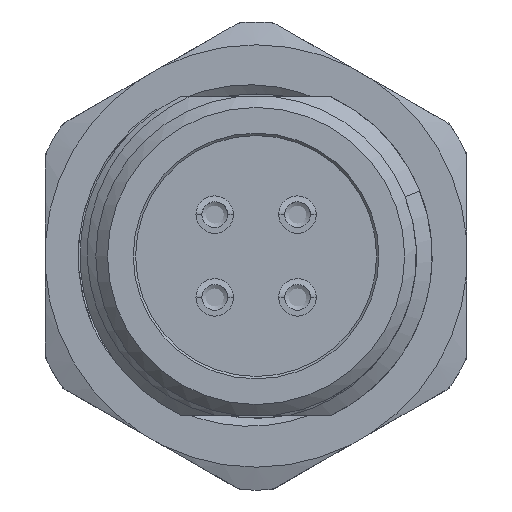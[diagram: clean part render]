
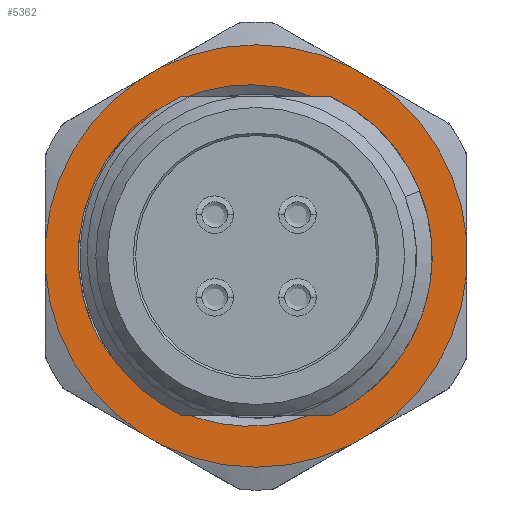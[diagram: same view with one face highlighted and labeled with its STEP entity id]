
A CAD part, left-side view. The second image highlights one B-rep face of the part: STEP entity #5362.
In plain terms, the highlighted planar face has unit normal (-1, 0, 0).
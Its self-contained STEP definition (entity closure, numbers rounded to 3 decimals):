
#324=B_SPLINE_CURVE_WITH_KNOTS('',3,(#20485,#20486,#20487,#20488,#20489,
#20490,#20491),.UNSPECIFIED.,.F.,.F.,(4,1,1,1,4),(0.,
0.004,0.009,0.013,0.017),
 .UNSPECIFIED.);
#325=B_SPLINE_CURVE_WITH_KNOTS('',3,(#20495,#20496,#20497,#20498,#20499,
#20500,#20501),.UNSPECIFIED.,.F.,.F.,(4,1,1,1,4),(0.,
0.004,0.009,0.013,0.017),
 .UNSPECIFIED.);
#699=LINE('',#20502,#944);
#700=LINE('',#20507,#945);
#701=LINE('',#20511,#946);
#702=LINE('',#20515,#947);
#703=LINE('',#20519,#948);
#704=LINE('',#20523,#949);
#944=VECTOR('',#7386,1000.);
#945=VECTOR('',#7389,1000.);
#946=VECTOR('',#7392,1000.);
#947=VECTOR('',#7395,1000.);
#948=VECTOR('',#7398,1000.);
#949=VECTOR('',#7401,1000.);
#2164=ORIENTED_EDGE('',*,*,#2996,.F.);
#2165=ORIENTED_EDGE('',*,*,#2997,.T.);
#2166=ORIENTED_EDGE('',*,*,#2998,.T.);
#2167=ORIENTED_EDGE('',*,*,#2999,.T.);
#2168=ORIENTED_EDGE('',*,*,#3000,.F.);
#2169=ORIENTED_EDGE('',*,*,#3001,.T.);
#2170=ORIENTED_EDGE('',*,*,#3002,.F.);
#2171=ORIENTED_EDGE('',*,*,#3003,.T.);
#2172=ORIENTED_EDGE('',*,*,#3004,.F.);
#2173=ORIENTED_EDGE('',*,*,#3005,.T.);
#2174=ORIENTED_EDGE('',*,*,#3006,.F.);
#2175=ORIENTED_EDGE('',*,*,#3007,.T.);
#2176=ORIENTED_EDGE('',*,*,#3008,.F.);
#2177=ORIENTED_EDGE('',*,*,#3009,.T.);
#2178=ORIENTED_EDGE('',*,*,#3010,.F.);
#2179=ORIENTED_EDGE('',*,*,#3011,.T.);
#2996=EDGE_CURVE('',#3557,#3558,#3883,.T.);
#2997=EDGE_CURVE('',#3557,#3559,#324,.T.);
#2998=EDGE_CURVE('',#3559,#3560,#3884,.F.);
#2999=EDGE_CURVE('',#3560,#3558,#325,.T.);
#3000=EDGE_CURVE('',#3561,#3562,#699,.T.);
#3001=EDGE_CURVE('',#3561,#3563,#3885,.F.);
#3002=EDGE_CURVE('',#3564,#3563,#700,.T.);
#3003=EDGE_CURVE('',#3564,#3565,#3886,.F.);
#3004=EDGE_CURVE('',#3566,#3565,#701,.T.);
#3005=EDGE_CURVE('',#3566,#3567,#3887,.F.);
#3006=EDGE_CURVE('',#3568,#3567,#702,.T.);
#3007=EDGE_CURVE('',#3568,#3569,#3888,.F.);
#3008=EDGE_CURVE('',#3570,#3569,#703,.T.);
#3009=EDGE_CURVE('',#3570,#3571,#3889,.F.);
#3010=EDGE_CURVE('',#3572,#3571,#704,.T.);
#3011=EDGE_CURVE('',#3572,#3562,#3890,.F.);
#3557=VERTEX_POINT('',#20483);
#3558=VERTEX_POINT('',#20484);
#3559=VERTEX_POINT('',#20492);
#3560=VERTEX_POINT('',#20494);
#3561=VERTEX_POINT('',#20503);
#3562=VERTEX_POINT('',#20504);
#3563=VERTEX_POINT('',#20506);
#3564=VERTEX_POINT('',#20508);
#3565=VERTEX_POINT('',#20510);
#3566=VERTEX_POINT('',#20512);
#3567=VERTEX_POINT('',#20514);
#3568=VERTEX_POINT('',#20516);
#3569=VERTEX_POINT('',#20518);
#3570=VERTEX_POINT('',#20520);
#3571=VERTEX_POINT('',#20522);
#3572=VERTEX_POINT('',#20524);
#3883=CIRCLE('',#6018,7.6);
#3884=CIRCLE('',#6019,6.93);
#3885=CIRCLE('',#6020,9.024);
#3886=CIRCLE('',#6021,9.024);
#3887=CIRCLE('',#6022,9.024);
#3888=CIRCLE('',#6023,9.024);
#3889=CIRCLE('',#6024,9.024);
#3890=CIRCLE('',#6025,9.024);
#4376=EDGE_LOOP('',(#2164,#2165,#2166,#2167));
#4377=EDGE_LOOP('',(#2168,#2169,#2170,#2171,#2172,#2173,#2174,#2175,#2176,
#2177,#2178,#2179));
#4887=FACE_BOUND('',#4376,.T.);
#4888=FACE_BOUND('',#4377,.T.);
#5033=PLANE('',#6017);
#5362=ADVANCED_FACE('',(#4887,#4888),#5033,.F.);
#6017=AXIS2_PLACEMENT_3D('',#20481,#7380,#7381);
#6018=AXIS2_PLACEMENT_3D('',#20482,#7382,#7383);
#6019=AXIS2_PLACEMENT_3D('',#20493,#7384,#7385);
#6020=AXIS2_PLACEMENT_3D('',#20505,#7387,#7388);
#6021=AXIS2_PLACEMENT_3D('',#20509,#7390,#7391);
#6022=AXIS2_PLACEMENT_3D('',#20513,#7393,#7394);
#6023=AXIS2_PLACEMENT_3D('',#20517,#7396,#7397);
#6024=AXIS2_PLACEMENT_3D('',#20521,#7399,#7400);
#6025=AXIS2_PLACEMENT_3D('',#20525,#7402,#7403);
#7380=DIRECTION('',(1.,0.,0.));
#7381=DIRECTION('',(0.,0.,-1.));
#7382=DIRECTION('',(-1.,0.,0.));
#7383=DIRECTION('',(0.,1.,0.));
#7384=DIRECTION('',(-1.,0.,0.));
#7385=DIRECTION('',(0.,0.,1.));
#7386=DIRECTION('',(0.,1.,0.));
#7387=DIRECTION('',(1.,0.,0.));
#7388=DIRECTION('',(0.,0.,-1.));
#7389=DIRECTION('',(0.,0.498,-0.867));
#7390=DIRECTION('',(1.,0.,0.));
#7391=DIRECTION('',(0.,0.,-1.));
#7392=DIRECTION('',(0.,-0.498,-0.867));
#7393=DIRECTION('',(1.,0.,0.));
#7394=DIRECTION('',(0.,0.,-1.));
#7395=DIRECTION('',(0.,-1.,0.));
#7396=DIRECTION('',(1.,0.,0.));
#7397=DIRECTION('',(0.,0.,-1.));
#7398=DIRECTION('',(0.,-0.497,0.868));
#7399=DIRECTION('',(1.,0.,0.));
#7400=DIRECTION('',(0.,0.,-1.));
#7401=DIRECTION('',(0.,0.497,0.868));
#7402=DIRECTION('',(1.,0.,0.));
#7403=DIRECTION('',(0.,0.,-1.));
#20481=CARTESIAN_POINT('',(-1.5,0.,0.));
#20482=CARTESIAN_POINT('',(-1.5,0.,0.));
#20483=CARTESIAN_POINT('',(-1.5,-4.081,6.411));
#20484=CARTESIAN_POINT('',(-1.5,3.02,6.974));
#20485=CARTESIAN_POINT('',(-1.5,-4.081,6.411));
#20486=CARTESIAN_POINT('',(-1.5,-5.265,5.593));
#20487=CARTESIAN_POINT('',(-1.5,-7.132,3.294));
#20488=CARTESIAN_POINT('',(-1.5,-7.622,-1.136));
#20489=CARTESIAN_POINT('',(-1.5,-5.55,-5.108));
#20490=CARTESIAN_POINT('',(-1.5,-2.928,-6.508));
#20491=CARTESIAN_POINT('',(-1.5,-1.511,-6.763));
#20492=CARTESIAN_POINT('',(-1.5,-1.511,-6.763));
#20493=CARTESIAN_POINT('',(-1.5,0.,0.));
#20494=CARTESIAN_POINT('',(-1.5,2.558,-6.441));
#20495=CARTESIAN_POINT('',(-1.5,2.558,-6.441));
#20496=CARTESIAN_POINT('',(-1.5,3.917,-5.964));
#20497=CARTESIAN_POINT('',(-1.5,6.29,-4.163));
#20498=CARTESIAN_POINT('',(-1.5,7.705,0.074));
#20499=CARTESIAN_POINT('',(-1.5,6.523,4.38));
#20500=CARTESIAN_POINT('',(-1.5,4.318,6.354));
#20501=CARTESIAN_POINT('',(-1.5,3.02,6.974));
#20502=CARTESIAN_POINT('',(-1.5,-4.376,-8.992));
#20503=CARTESIAN_POINT('',(-1.5,-0.764,-8.992));
#20504=CARTESIAN_POINT('',(-1.5,0.764,-8.992));
#20505=CARTESIAN_POINT('',(-1.5,0.,0.));
#20506=CARTESIAN_POINT('',(-1.5,-7.542,-4.955));
#20507=CARTESIAN_POINT('',(-1.5,-9.974,-0.725));
#20508=CARTESIAN_POINT('',(-1.5,-8.078,-4.024));
#20509=CARTESIAN_POINT('',(-1.5,0.,0.));
#20510=CARTESIAN_POINT('',(-1.5,-8.078,4.024));
#20511=CARTESIAN_POINT('',(-1.5,-5.646,8.254));
#20512=CARTESIAN_POINT('',(-1.5,-7.542,4.955));
#20513=CARTESIAN_POINT('',(-1.5,0.,0.));
#20514=CARTESIAN_POINT('',(-1.5,-0.537,9.008));
#20515=CARTESIAN_POINT('',(-1.5,4.342,9.008));
#20516=CARTESIAN_POINT('',(-1.5,0.537,9.008));
#20517=CARTESIAN_POINT('',(-1.5,0.,0.));
#20518=CARTESIAN_POINT('',(-1.5,7.551,4.941));
#20519=CARTESIAN_POINT('',(-1.5,9.975,0.706));
#20520=CARTESIAN_POINT('',(-1.5,8.085,4.008));
#20521=CARTESIAN_POINT('',(-1.5,0.,0.));
#20522=CARTESIAN_POINT('',(-1.5,8.085,-4.008));
#20523=CARTESIAN_POINT('',(-1.5,5.661,-8.243));
#20524=CARTESIAN_POINT('',(-1.5,7.551,-4.941));
#20525=CARTESIAN_POINT('',(-1.5,0.,0.));
